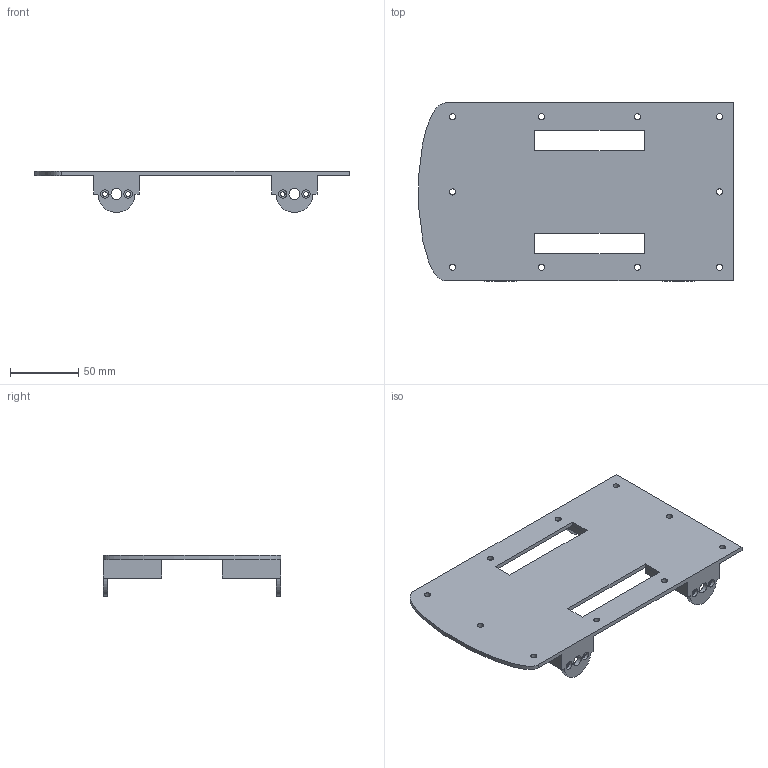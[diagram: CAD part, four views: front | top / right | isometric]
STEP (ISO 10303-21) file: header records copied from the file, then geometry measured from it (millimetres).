
FILE_DESCRIPTION(('FreeCAD Model'),'2;1');
FILE_NAME('Open CASCADE Shape Model','2025-08-04T18:36:06',('Author'),( ''),'Open CASCADE STEP processor 7.8','FreeCAD','Unknown');
FILE_SCHEMA(('AUTOMOTIVE_DESIGN { 1 0 10303 214 1 1 1 1 }'));
Length unit declared in the file: millimetre
Products named in the file (1): Base
Bounding box: 229.65 x 130 x 30 mm (x, y, z)
Volume: 114390.2 mm3; surface area: 70631.4 mm2
Topology: 1 solids, 1 shells, 88 faces, 226 edges, 148 vertices
Faces by surface type: plane 49, cylinder 38, extrusion 1
Full cylindrical faces by diameter (mm): 3.4 x8, 4.5 x10, 6.1 x8, 8 x4
Entity records: 5865 total; most frequent: CARTESIAN_POINT 1143, DIRECTION 905, VECTOR 507, LINE 506, ORIENTED_EDGE 452, PCURVE 452, DEFINITIONAL_REPRESENTATION 452, EDGE_CURVE 226
